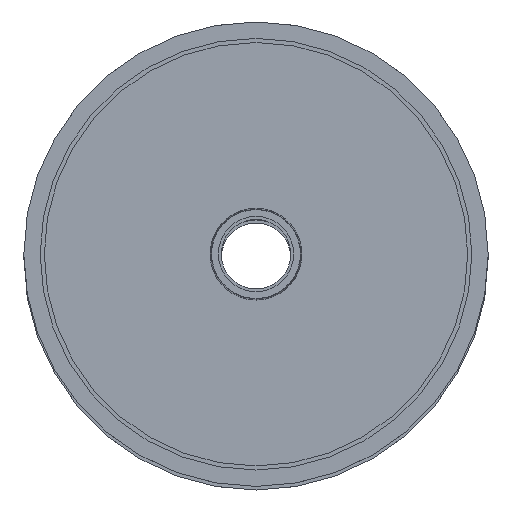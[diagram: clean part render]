
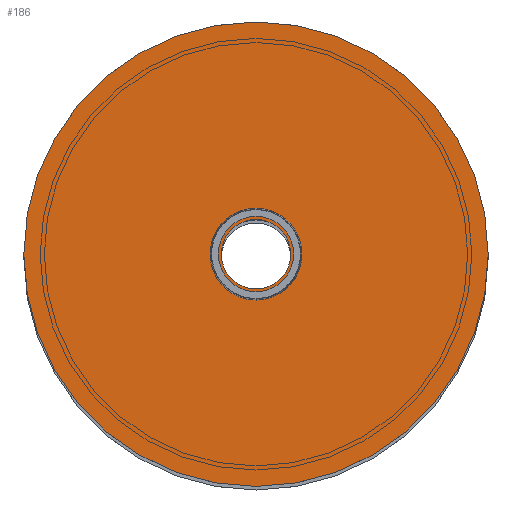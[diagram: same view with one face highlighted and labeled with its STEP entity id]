
A CAD part, top view. The second image highlights one B-rep face of the part: STEP entity #186.
In plain terms, the highlighted planar face has unit normal (0, 0, 1).
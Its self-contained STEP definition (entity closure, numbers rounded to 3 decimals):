
#46=PLANE('',#208);
#54=FACE_BOUND('',#86,.T.);
#68=FACE_OUTER_BOUND('',#85,.T.);
#85=EDGE_LOOP('',(#155));
#86=EDGE_LOOP('',(#156));
#107=CIRCLE('',#202,12.7);
#109=CIRCLE('',#205,85.);
#121=VERTEX_POINT('',#313);
#123=VERTEX_POINT('',#318);
#135=EDGE_CURVE('',#121,#121,#107,.T.);
#137=EDGE_CURVE('',#123,#123,#109,.T.);
#155=ORIENTED_EDGE('',*,*,#137,.T.);
#156=ORIENTED_EDGE('',*,*,#135,.T.);
#186=ADVANCED_FACE('',(#68,#54),#46,.T.);
#202=AXIS2_PLACEMENT_3D('',#314,#241,#242);
#205=AXIS2_PLACEMENT_3D('',#319,#247,#248);
#208=AXIS2_PLACEMENT_3D('',#323,#253,#254);
#241=DIRECTION('center_axis',(0.,0.,-1.));
#242=DIRECTION('ref_axis',(-1.,0.,0.));
#247=DIRECTION('center_axis',(0.,0.,1.));
#248=DIRECTION('ref_axis',(-1.,0.,0.));
#253=DIRECTION('center_axis',(0.,0.,1.));
#254=DIRECTION('ref_axis',(1.,0.,0.));
#313=CARTESIAN_POINT('',(12.7,0.,3.));
#314=CARTESIAN_POINT('Origin',(0.,0.,3.));
#318=CARTESIAN_POINT('',(85.,0.,3.));
#319=CARTESIAN_POINT('Origin',(0.,0.,3.));
#323=CARTESIAN_POINT('Origin',(0.,0.,
3.));
